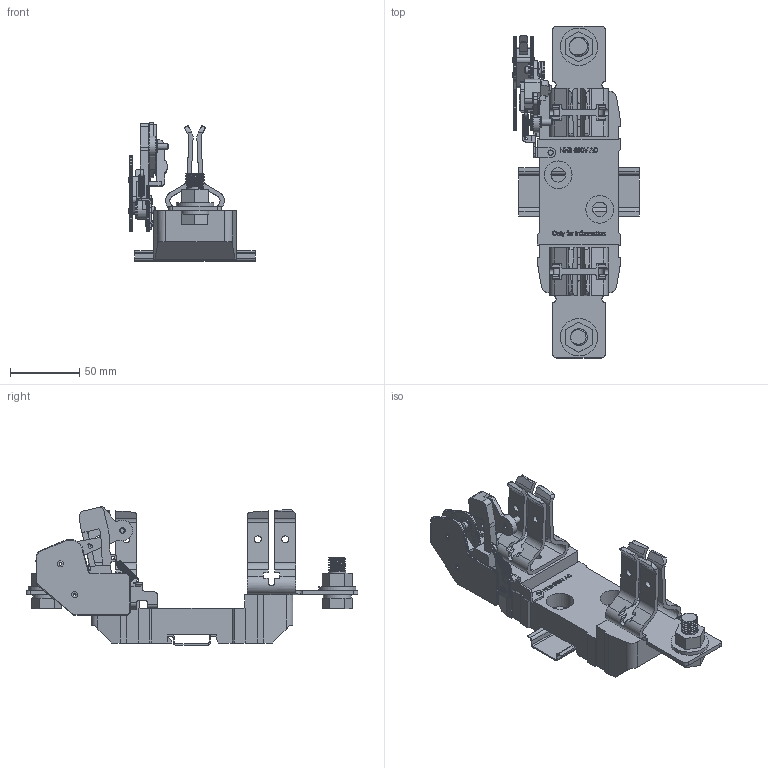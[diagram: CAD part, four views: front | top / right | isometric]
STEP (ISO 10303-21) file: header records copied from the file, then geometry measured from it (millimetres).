
FILE_DESCRIPTION(/* description */ (''),/* implementation_level */ '2;1');
FILE_NAME(/* name */ 'NH3_CON MICRO.stp',/* time_stamp */ '2022-03-01T10:28:12+01:00',/* author */ (''),/* organization */ (''),/* preprocessor_version */ 'ST-DEVELOPER v18.1',/* originating_system */ 'SIEMENS PLM Software NX 1992',/* authorisation */ '');
FILE_SCHEMA (('AUTOMOTIVE_DESIGN { 1 0 10303 214 3 1 1 1 }'));
Products named in the file (1): model1
Bounding box: 91.3 x 240 x 99.93 mm (x, y, z)
Volume: 304236.2 mm3; surface area: 99108.3 mm2
Topology: 20 solids, 22 shells, 1541 faces, 4046 edges, 2658 vertices
Faces by surface type: plane 882, cylinder 453, extrusion 123, torus 55, bspline 18, cone 6, sphere 4
Full cylindrical faces by diameter (mm): 0.4 x2, 1.099 x1, 1.1 x4, 2 x1, 2.3 x2, 2.5 x1, 2.9 x4, 3 x2, 3.1 x5, 3.3 x2, 3.8 x1, 4.1 x3, 4.7 x4, 5 x22, 5.1 x1, 5.2 x1, 6 x2, 6.5 x2, 6.7 x1, 7.8 x2, 8.1 x1, 9 x1, 10.3 x2, 10.5 x2, 10.7 x1, 11.3 x2, 12 x2, 12.8 x2, 14 x3, 20 x4
Entity records: 57277 total; most frequent: CARTESIAN_POINT 21323, ORIENTED_EDGE 7722, DIRECTION 6486, EDGE_CURVE 3861, VERTEX_POINT 2603, AXIS2_PLACEMENT_3D 2181, VECTOR 2124, LINE 2001
